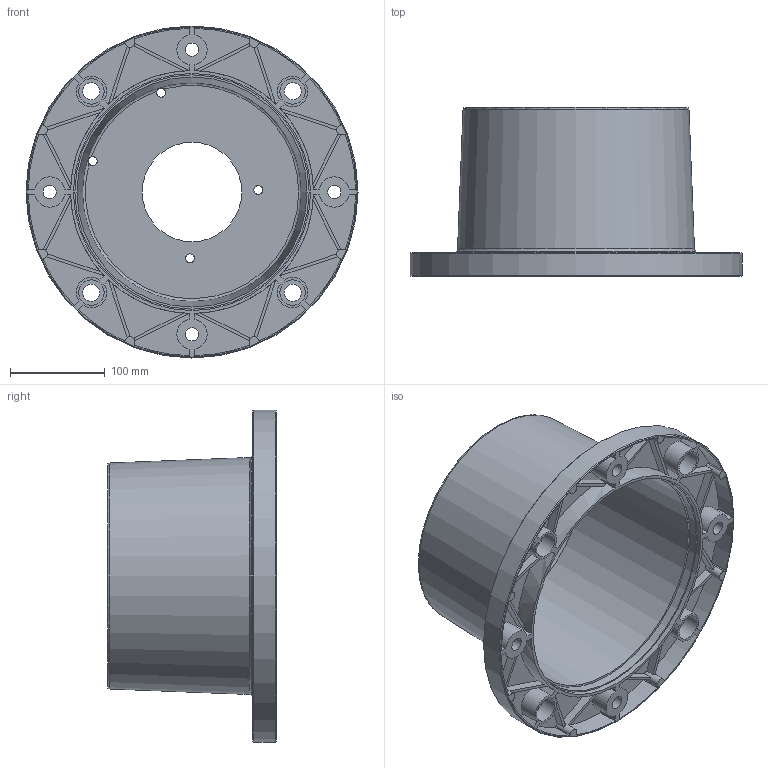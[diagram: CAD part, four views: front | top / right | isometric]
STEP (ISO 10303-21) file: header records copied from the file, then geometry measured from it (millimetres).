
FILE_DESCRIPTION(('STEP AP203'),'2;1');
FILE_NAME('LBS32.stp','2005-07-21T17:24:39',(''),(''),'9.0.0','THINKDESIGN','');
FILE_SCHEMA(('CONFIG_CONTROL_DESIGN'));
Length unit declared in the file: millimetre
Bounding box: 350 x 178 x 350 mm (x, y, z)
Volume: 1261233.5 mm3; surface area: 522068.8 mm2
Topology: 1 solids, 1 shells, 222 faces, 651 edges, 445 vertices
Faces by surface type: plane 130, cylinder 85, bspline 7
Full cylindrical faces by diameter (mm): 9.5 x4, 14 x4, 18 x4, 27 x4, 105 x1, 247 x1, 250 x1, 253 x1, 350 x1
Entity records: 7833 total; most frequent: CARTESIAN_POINT 1494, DIRECTION 1365, ORIENTED_EDGE 1302, EDGE_CURVE 651, AXIS2_PLACEMENT_3D 502, VERTEX_POINT 445, VECTOR 361, LINE 361
